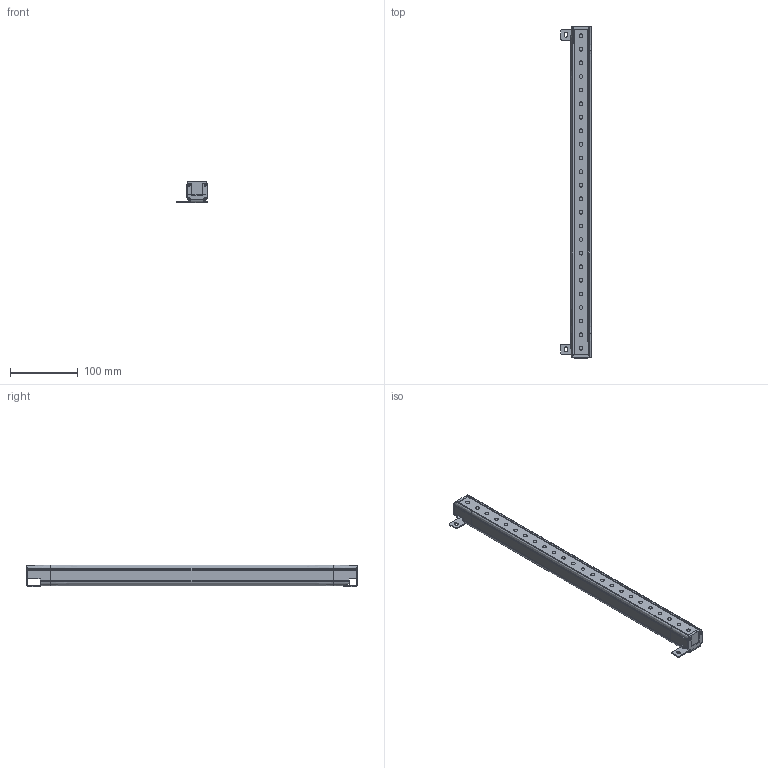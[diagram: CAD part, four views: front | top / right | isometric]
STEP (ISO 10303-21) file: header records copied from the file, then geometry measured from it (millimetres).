
FILE_DESCRIPTION((''),'2;1');
FILE_NAME('BKL20-T1606NC_ASM','2019-02-20T',('Gavin'),(''),'PRO/ENGINEER BY PARAMETRIC TECHNOLOGY CORPORATION, 2009440','PRO/ENGINEER BY PARAMETRIC TECHNOLOGY CORPORATION, 2009440','');
FILE_SCHEMA(('CONFIG_CONTROL_DESIGN'));
Length unit declared in the file: millimetre
Products named in the file (8): MANIFOLD_SOLID_BREP_108; MANIFOLD_SOLID_BREP_111; MANIFOLD_SOLID_BREP_109; MANIFOLD_SOLID_BREP_110; MANIFOLD_SOLID_BREP_112; MANIFOLD_SOLID_BREP_113; ADMI1744A61BRAJ6_ASM; BKL20-T1606NC_ASM
Assembly tree (7 placements, depth 3):
  BKL20-T1606NC_ASM
    ADMI1744A61BRAJ6_ASM
      MANIFOLD_SOLID_BREP_108
      MANIFOLD_SOLID_BREP_111
      MANIFOLD_SOLID_BREP_109
      MANIFOLD_SOLID_BREP_110
      MANIFOLD_SOLID_BREP_112
      MANIFOLD_SOLID_BREP_113
Bounding box: 44.89 x 488.4 x 31.39 mm (x, y, z)
Volume: 150967.4 mm3; surface area: 162904.7 mm2
Topology: 6 solids, 6 shells, 532 faces, 1511 edges, 1006 vertices
Faces by surface type: plane 280, cylinder 198, cone 32, bspline 14, extrusion 8
Entity records: 18533 total; most frequent: CARTESIAN_POINT 4252, ORIENTED_EDGE 3000, DIRECTION 2912, EDGE_CURVE 1500, VERTEX_POINT 1006, AXIS2_PLACEMENT_3D 977, VECTOR 958, LINE 950
